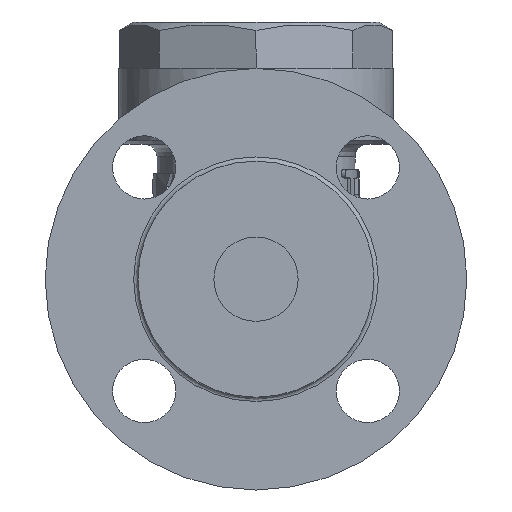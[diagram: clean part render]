
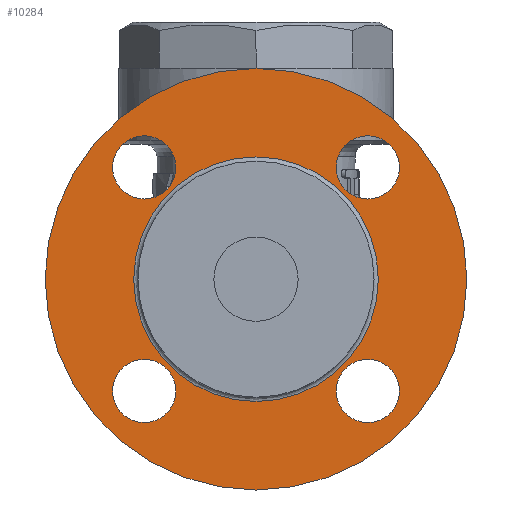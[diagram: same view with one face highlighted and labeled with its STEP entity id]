
A CAD part, left-side view. The second image highlights one B-rep face of the part: STEP entity #10284.
In plain terms, the highlighted planar face has unit normal (-1, 0, 0).
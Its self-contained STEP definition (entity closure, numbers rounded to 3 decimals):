
#10138=CARTESIAN_POINT('',(-89.,0.,50.));
#10139=VERTEX_POINT('',#10138);
#10140=CARTESIAN_POINT('',(-89.0,0.0,0.));
#10141=DIRECTION('',(1.0,0.0,0.0));
#10142=DIRECTION('',(0.0,0.0,-1.0));
#10143=AXIS2_PLACEMENT_3D('',#10140,#10141,#10142);
#10144=CIRCLE('',#10143,50.0);
#10145=EDGE_CURVE('',#10139,#10139,#10144,.T.);
#10206=CARTESIAN_POINT('',(-89.0,0.,29.));
#10207=VERTEX_POINT('',#10206);
#10208=CARTESIAN_POINT('',(-89.0,0.0,0.));
#10209=DIRECTION('',(-1.0,0.0,0.0));
#10210=DIRECTION('',(0.0,0.0,-1.0));
#10211=AXIS2_PLACEMENT_3D('',#10208,#10209,#10210);
#10212=CIRCLE('',#10211,29.);
#10213=EDGE_CURVE('',#10207,#10207,#10212,.T.);
#10229=CARTESIAN_POINT('',(-89.0,0.0,0.));
#10230=DIRECTION('',(1.0,0.0,0.0));
#10231=DIRECTION('',(0.0,0.0,-1.0));
#10232=AXIS2_PLACEMENT_3D('',#10229,#10230,#10231);
#10233=PLANE('',#10232);
#10234=ORIENTED_EDGE('',*,*,#10145,.F.);
#10235=EDGE_LOOP('',(#10234));
#10236=FACE_OUTER_BOUND('',#10235,.T.);
#10237=CARTESIAN_POINT('',(-89.0,-26.517,34.017));
#10238=VERTEX_POINT('',#10237);
#10239=CARTESIAN_POINT('',(-89.0,-26.517,26.517));
#10240=DIRECTION('',(1.0,0.0,0.0));
#10241=DIRECTION('',(0.0,0.0,1.0));
#10242=AXIS2_PLACEMENT_3D('',#10239,#10240,#10241);
#10243=CIRCLE('',#10242,7.5);
#10244=EDGE_CURVE('',#10238,#10238,#10243,.T.);
#10245=ORIENTED_EDGE('',*,*,#10244,.T.);
#10246=EDGE_LOOP('',(#10245));
#10247=FACE_BOUND('',#10246,.T.);
#10248=CARTESIAN_POINT('',(-89.,-34.017,-26.517));
#10249=VERTEX_POINT('',#10248);
#10250=CARTESIAN_POINT('',(-89.0,-26.517,-26.517));
#10251=DIRECTION('',(1.0,0.0,0.0));
#10252=DIRECTION('',(0.0,-1.0,0.0));
#10253=AXIS2_PLACEMENT_3D('',#10250,#10251,#10252);
#10254=CIRCLE('',#10253,7.5);
#10255=EDGE_CURVE('',#10249,#10249,#10254,.T.);
#10256=ORIENTED_EDGE('',*,*,#10255,.T.);
#10257=EDGE_LOOP('',(#10256));
#10258=FACE_BOUND('',#10257,.T.);
#10259=CARTESIAN_POINT('',(-89.,26.517,-34.017));
#10260=VERTEX_POINT('',#10259);
#10261=CARTESIAN_POINT('',(-89.,26.517,-26.517));
#10262=DIRECTION('',(1.0,0.0,0.0));
#10263=DIRECTION('',(0.0,0.0,-1.0));
#10264=AXIS2_PLACEMENT_3D('',#10261,#10262,#10263);
#10265=CIRCLE('',#10264,7.5);
#10266=EDGE_CURVE('',#10260,#10260,#10265,.T.);
#10267=ORIENTED_EDGE('',*,*,#10266,.T.);
#10268=EDGE_LOOP('',(#10267));
#10269=FACE_BOUND('',#10268,.T.);
#10270=CARTESIAN_POINT('',(-89.0,34.017,26.517));
#10271=VERTEX_POINT('',#10270);
#10272=CARTESIAN_POINT('',(-89.,26.517,26.517));
#10273=DIRECTION('',(1.0,0.0,0.0));
#10274=DIRECTION('',(0.0,1.0,0.0));
#10275=AXIS2_PLACEMENT_3D('',#10272,#10273,#10274);
#10276=CIRCLE('',#10275,7.5);
#10277=EDGE_CURVE('',#10271,#10271,#10276,.T.);
#10278=ORIENTED_EDGE('',*,*,#10277,.T.);
#10279=EDGE_LOOP('',(#10278));
#10280=FACE_BOUND('',#10279,.T.);
#10281=ORIENTED_EDGE('',*,*,#10213,.F.);
#10282=EDGE_LOOP('',(#10281));
#10283=FACE_BOUND('',#10282,.T.);
#10284=ADVANCED_FACE('',(#10236,#10247,#10258,#10269,#10280,#10283),#10233,.F.);
